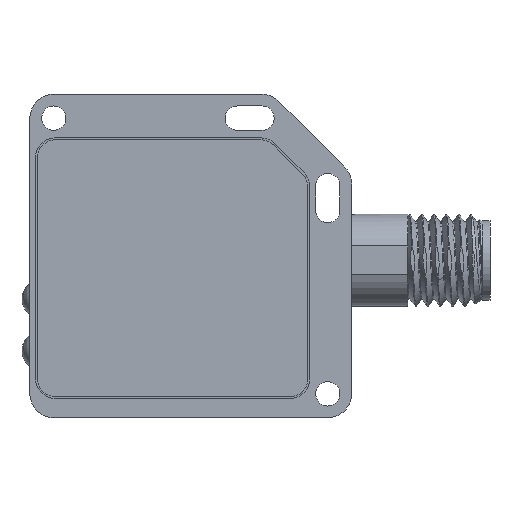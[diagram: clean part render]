
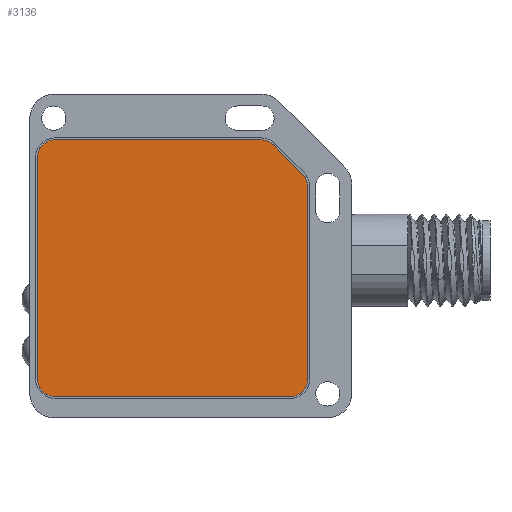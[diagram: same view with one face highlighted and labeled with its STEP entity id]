
A CAD part, front view. The second image highlights one B-rep face of the part: STEP entity #3136.
In plain terms, the highlighted planar face has unit normal (0, -1, 0).
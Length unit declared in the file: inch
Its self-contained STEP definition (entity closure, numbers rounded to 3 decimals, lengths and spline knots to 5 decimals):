
#77=DIRECTION('',(1.,0.,0.));
#78=VECTOR('',#77,1.05429);
#79=CARTESIAN_POINT('',(0.13,0.,-0.234));
#80=LINE('',#79,#78);
#81=CARTESIAN_POINT('',(1.18429,0.,-0.324));
#82=DIRECTION('',(0.,-1.,0.));
#83=DIRECTION('',(0.707,0.,0.707));
#84=AXIS2_PLACEMENT_3D('',#81,#82,#83);
#86=DIRECTION('',(0.707,0.,-0.707));
#87=VECTOR('',#86,0.21314);
#88=CARTESIAN_POINT('',(1.24793,0.,-0.26036));
#89=LINE('',#88,#87);
#90=CARTESIAN_POINT('',(1.335,0.,-0.47471));
#91=DIRECTION('',(0.,-1.,0.));
#92=DIRECTION('',(1.,0.,0.));
#93=AXIS2_PLACEMENT_3D('',#90,#91,#92);
#95=DIRECTION('',(0.,0.,-1.));
#96=VECTOR('',#95,0.98429);
#97=CARTESIAN_POINT('',(1.425,0.,-0.47471));
#98=LINE('',#97,#96);
#99=CARTESIAN_POINT('',(1.335,0.,-1.459));
#100=DIRECTION('',(0.,-1.,0.));
#101=DIRECTION('',(0.,0.,-1.));
#102=AXIS2_PLACEMENT_3D('',#99,#100,#101);
#104=DIRECTION('',(-1.,0.,0.));
#105=VECTOR('',#104,1.205);
#106=CARTESIAN_POINT('',(1.335,0.,-1.549));
#107=LINE('',#106,#105);
#108=CARTESIAN_POINT('',(0.13,0.,-1.459));
#109=DIRECTION('',(0.,-1.,0.));
#110=DIRECTION('',(-1.,0.,0.));
#111=AXIS2_PLACEMENT_3D('',#108,#109,#110);
#113=DIRECTION('',(0.,0.,1.));
#114=VECTOR('',#113,1.135);
#115=CARTESIAN_POINT('',(0.04,0.,-1.459));
#116=LINE('',#115,#114);
#117=CARTESIAN_POINT('',(0.13,0.,-0.324));
#118=DIRECTION('',(0.,-1.,0.));
#119=DIRECTION('',(0.,0.,1.));
#120=AXIS2_PLACEMENT_3D('',#117,#118,#119);
#2835=CARTESIAN_POINT('',(0.13,0.,-0.234));
#2836=CARTESIAN_POINT('',(1.18429,0.,-0.234));
#2837=VERTEX_POINT('',#2835);
#2838=VERTEX_POINT('',#2836);
#2839=CARTESIAN_POINT('',(1.24793,0.,-0.26036));
#2840=VERTEX_POINT('',#2839);
#2841=CARTESIAN_POINT('',(1.39864,0.,-0.41107));
#2842=VERTEX_POINT('',#2841);
#2843=CARTESIAN_POINT('',(1.425,0.,-0.47471));
#2844=VERTEX_POINT('',#2843);
#2845=CARTESIAN_POINT('',(1.425,0.,-1.459));
#2846=VERTEX_POINT('',#2845);
#2847=CARTESIAN_POINT('',(1.335,0.,-1.549));
#2848=VERTEX_POINT('',#2847);
#2849=CARTESIAN_POINT('',(0.13,0.,-1.549));
#2850=VERTEX_POINT('',#2849);
#2851=CARTESIAN_POINT('',(0.04,0.,-1.459));
#2852=VERTEX_POINT('',#2851);
#2853=CARTESIAN_POINT('',(0.04,0.,-0.324));
#2854=VERTEX_POINT('',#2853);
#3109=CARTESIAN_POINT('',(0.,0.,0.));
#3110=DIRECTION('',(0.,1.,0.));
#3111=DIRECTION('',(1.,0.,0.));
#3112=AXIS2_PLACEMENT_3D('',#3109,#3110,#3111);
#3113=PLANE('',#3112);
#3115=ORIENTED_EDGE('',*,*,#3114,.T.);
#3117=ORIENTED_EDGE('',*,*,#3116,.F.);
#3119=ORIENTED_EDGE('',*,*,#3118,.T.);
#3121=ORIENTED_EDGE('',*,*,#3120,.F.);
#3123=ORIENTED_EDGE('',*,*,#3122,.T.);
#3125=ORIENTED_EDGE('',*,*,#3124,.F.);
#3127=ORIENTED_EDGE('',*,*,#3126,.T.);
#3129=ORIENTED_EDGE('',*,*,#3128,.F.);
#3131=ORIENTED_EDGE('',*,*,#3130,.T.);
#3133=ORIENTED_EDGE('',*,*,#3132,.F.);
#3134=EDGE_LOOP('',(#3115,#3117,#3119,#3121,#3123,#3125,#3127,#3129,#3131,
#3133));
#3135=FACE_OUTER_BOUND('',#3134,.F.);
#3136=ADVANCED_FACE('',(#3135),#3113,.F.);
#85=CIRCLE('',#84,0.09);
#94=CIRCLE('',#93,0.09);
#103=CIRCLE('',#102,0.09);
#112=CIRCLE('',#111,0.09);
#121=CIRCLE('',#120,0.09);
#3114=EDGE_CURVE('',#2837,#2838,#80,.T.);
#3116=EDGE_CURVE('',#2840,#2838,#85,.T.);
#3118=EDGE_CURVE('',#2840,#2842,#89,.T.);
#3120=EDGE_CURVE('',#2844,#2842,#94,.T.);
#3122=EDGE_CURVE('',#2844,#2846,#98,.T.);
#3124=EDGE_CURVE('',#2848,#2846,#103,.T.);
#3126=EDGE_CURVE('',#2848,#2850,#107,.T.);
#3128=EDGE_CURVE('',#2852,#2850,#112,.T.);
#3130=EDGE_CURVE('',#2852,#2854,#116,.T.);
#3132=EDGE_CURVE('',#2837,#2854,#121,.T.);
